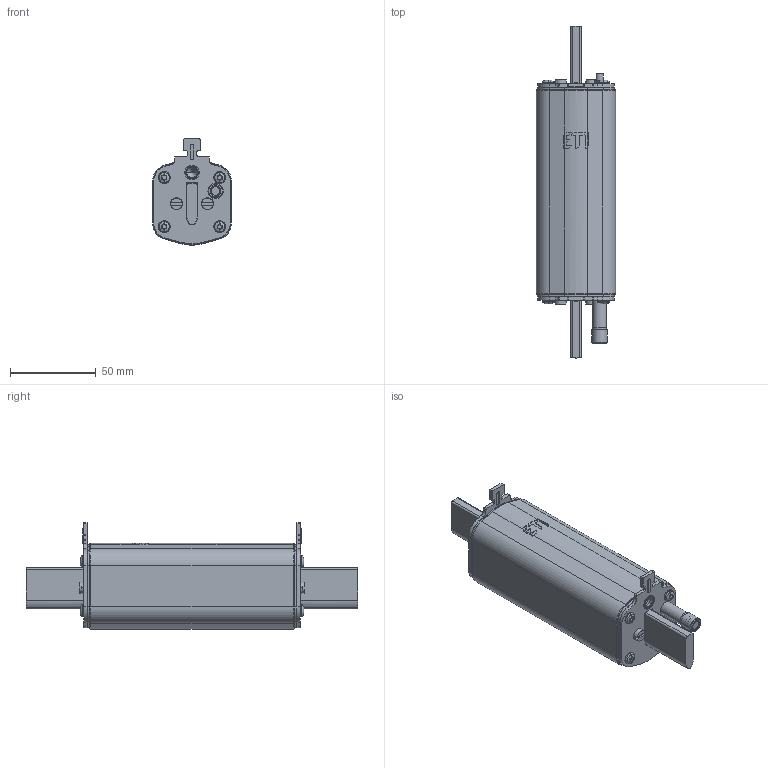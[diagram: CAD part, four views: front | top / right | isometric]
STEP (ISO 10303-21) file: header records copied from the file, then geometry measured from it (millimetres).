
FILE_DESCRIPTION((''),'2;1');
FILE_NAME('0000016301_ASM_5_ASM','2021-10-04T',('marketing.praksa'),('Audax d.o.o.'),'CREO PARAMETRIC BY PTC INC, 2017480','CREO PARAMETRIC BY PTC INC, 2017480','');
FILE_SCHEMA(('AUTOMOTIVE_DESIGN { 1 0 10303 214 1 1 1 1 }'));
Length unit declared in the file: millimetre
Products named in the file (16): 0000029730_1_1; 0000015141_1_1; 0000016619_1; 0000016659_1; 0000015700_AF0_5; 0000015247_AF0_1_1_2_3; 0000015701_ASM_1_1_ASM; 0000016319_1; 0000016479_1; 0000016339_1; 0000016442_AF0_ASM_1_ASM; 0000016381_1; 0000017080_1_1; 0000037876_1_1_2_3_4_5_6_7; 0000043213_1_1_2_3_4_5_6_7_8_9; 0000016301_ASM_5_ASM
Assembly tree (28 placements, depth 3):
  0000016301_ASM_5_ASM
    0000029730_1_1
    0000015141_1_1  x2
    0000016619_1
    0000016659_1
    0000015701_ASM_1_1_ASM  x2
      0000015700_AF0_5
      0000015247_AF0_1_1_2_3
    0000016442_AF0_ASM_1_ASM
      0000016319_1
      0000016479_1
      0000016339_1
    0000016381_1
    0000017080_1_1  x2
    0000037876_1_1_2_3_4_5_6_7  x4
    0000043213_1_1_2_3_4_5_6_7_8_9  x8
Bounding box: 46 x 193 x 61.81 mm (x, y, z)
Volume: 270339.9 mm3; surface area: 58665.6 mm2
Topology: 27 solids, 49 shells, 1202 faces, 3295 edges, 2164 vertices
Faces by surface type: cylinder 613, plane 264, bspline 124, cone 88, torus 60, extrusion 37, sphere 16
Entity records: 32235 total; most frequent: CARTESIAN_POINT 8382, DIRECTION 3327, ORIENTED_EDGE 3060, EDGE_CURVE 1564, PRESENTATION_STYLE_ASSIGNMENT 1337, AXIS2_PLACEMENT_3D 1293, STYLED_ITEM 1291, CURVE_STYLE 1082
